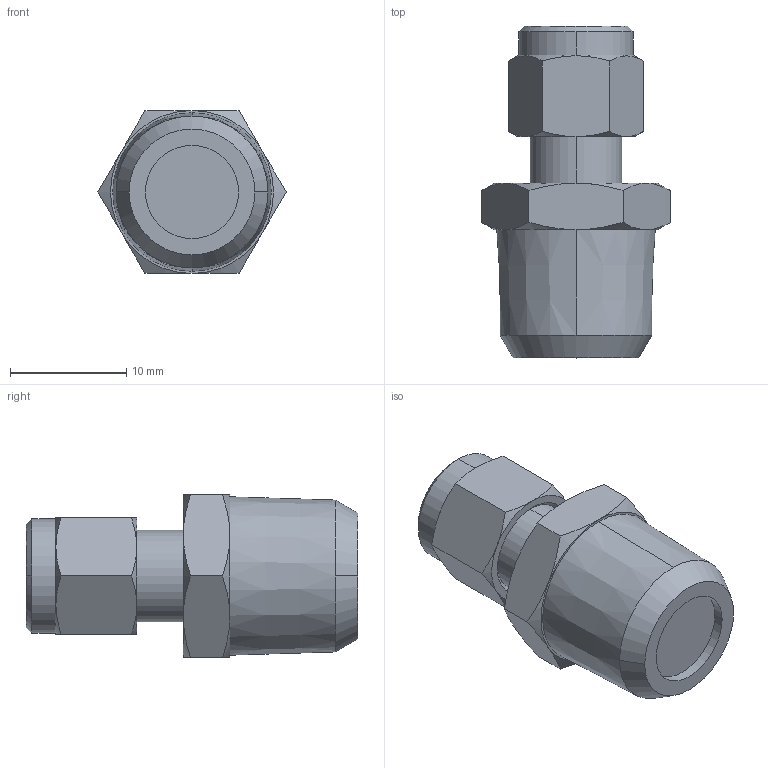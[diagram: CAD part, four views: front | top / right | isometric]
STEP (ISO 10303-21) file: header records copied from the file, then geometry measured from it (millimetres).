
FILE_DESCRIPTION (( 'STEP AP214' ), '1' );
FILE_NAME ('SRK.PC08-02.STEP', '2018-09-03T13:58:18', ( '' ), ( '' ), 'SwSTEP 2.0', 'SolidWorks 2018', '' );
FILE_SCHEMA (( 'AUTOMOTIVE_DESIGN' ));
Length unit declared in the file: millimetre
Products named in the file (1): SRK.PC08-02
Bounding box: 16.17 x 28.5 x 14 mm (x, y, z)
Volume: 3073.4 mm3; surface area: 1453.7 mm2
Topology: 1 solids, 1 shells, 58 faces, 128 edges, 77 vertices
Faces by surface type: cone 31, plane 19, cylinder 8
Entity records: 1733 total; most frequent: CARTESIAN_POINT 468, ORIENTED_EDGE 256, DIRECTION 253, EDGE_CURVE 128, AXIS2_PLACEMENT_3D 110, VERTEX_POINT 77, EDGE_LOOP 63, FACE_OUTER_BOUND 58
